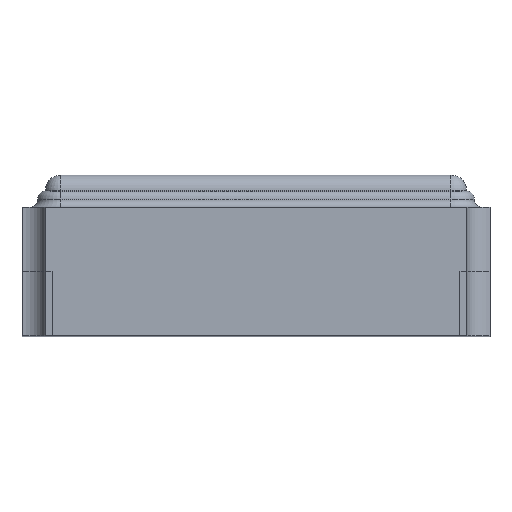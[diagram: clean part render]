
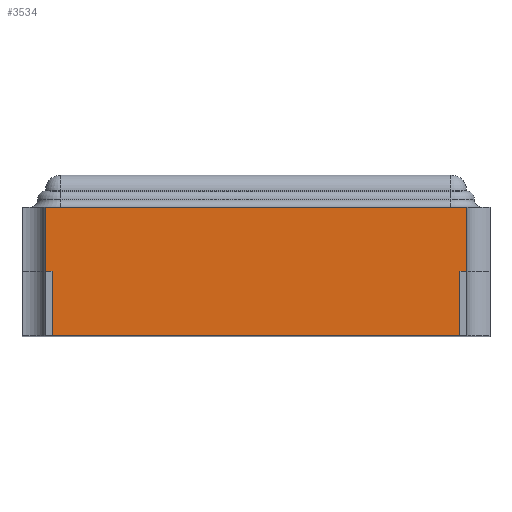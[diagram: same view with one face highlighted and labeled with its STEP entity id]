
A CAD part, top view. The second image highlights one B-rep face of the part: STEP entity #3534.
In plain terms, the highlighted planar face has unit normal (0, 0, 1).
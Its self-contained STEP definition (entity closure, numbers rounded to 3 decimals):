
#235 = CARTESIAN_POINT ( 'NONE',  ( -1.525, 0.48, 3. ) ) ;
#332 = EDGE_CURVE ( 'NONE', #1655, #412, #3281, .T. ) ;
#387 = VERTEX_POINT ( 'NONE', #1997 ) ;
#409 = CARTESIAN_POINT ( 'NONE',  ( -1.75, 0.96, 3. ) ) ;
#412 = VERTEX_POINT ( 'NONE', #3075 ) ;
#581 = PLANE ( 'NONE',  #1155 ) ;
#596 = VERTEX_POINT ( 'NONE', #2640 ) ;
#638 = CARTESIAN_POINT ( 'NONE',  ( -1.75, 0., 3. ) ) ;
#660 = CARTESIAN_POINT ( 'NONE',  ( 0., 0.48, 3. ) ) ;
#914 = LINE ( 'NONE', #3464, #3026 ) ;
#936 = VERTEX_POINT ( 'NONE', #3601 ) ;
#986 = LINE ( 'NONE', #3269, #3996 ) ;
#1013 = VECTOR ( 'NONE', #1709, 1000. ) ;
#1080 = VECTOR ( 'NONE', #1936, 1000. ) ;
#1155 = AXIS2_PLACEMENT_3D ( 'NONE', #2491, #2824, #1848 ) ;
#1192 = CARTESIAN_POINT ( 'NONE',  ( -1.575, 0.48, 3. ) ) ;
#1233 = EDGE_CURVE ( 'NONE', #412, #3500, #986, .T. ) ;
#1503 = LINE ( 'NONE', #2715, #1903 ) ;
#1602 = ORIENTED_EDGE ( 'NONE', *, *, #3186, .F. ) ;
#1655 = VERTEX_POINT ( 'NONE', #3312 ) ;
#1689 = DIRECTION ( 'NONE',  ( 1., 0., 0. ) ) ;
#1709 = DIRECTION ( 'NONE',  ( 0., 1., 0. ) ) ;
#1792 = CARTESIAN_POINT ( 'NONE',  ( -1.525, 2.2, 3. ) ) ;
#1817 = LINE ( 'NONE', #1792, #2766 ) ;
#1848 = DIRECTION ( 'NONE',  ( -1., 0., 0. ) ) ;
#1885 = EDGE_CURVE ( 'NONE', #936, #596, #3492, .T. ) ;
#1903 = VECTOR ( 'NONE', #2693, 1000. ) ;
#1914 = DIRECTION ( 'NONE',  ( 1., 0., 0. ) ) ;
#1934 = EDGE_CURVE ( 'NONE', #3145, #1655, #3325, .T. ) ;
#1936 = DIRECTION ( 'NONE',  ( -1., 0., 0. ) ) ;
#1997 = CARTESIAN_POINT ( 'NONE',  ( 1.525, 0.48, 3. ) ) ;
#2141 = ORIENTED_EDGE ( 'NONE', *, *, #332, .F. ) ;
#2453 = EDGE_CURVE ( 'NONE', #3940, #3145, #914, .T. ) ;
#2491 = CARTESIAN_POINT ( 'NONE',  ( -1.75, 7.906, 3. ) ) ;
#2504 = DIRECTION ( 'NONE',  ( -1., 0., 0. ) ) ;
#2526 = LINE ( 'NONE', #660, #1080 ) ;
#2531 = ORIENTED_EDGE ( 'NONE', *, *, #3895, .T. ) ;
#2640 = CARTESIAN_POINT ( 'NONE',  ( 1.525, 0., 3. ) ) ;
#2693 = DIRECTION ( 'NONE',  ( 0., -1., 0. ) ) ;
#2715 = CARTESIAN_POINT ( 'NONE',  ( 1.525, 2.2, 3. ) ) ;
#2766 = VECTOR ( 'NONE', #3651, 1000. ) ;
#2767 = ORIENTED_EDGE ( 'NONE', *, *, #1934, .F. ) ;
#2773 = ORIENTED_EDGE ( 'NONE', *, *, #2453, .F. ) ;
#2824 = DIRECTION ( 'NONE',  ( 0., 0., -1. ) ) ;
#2894 = DIRECTION ( 'NONE',  ( 0., -1., 0. ) ) ;
#3026 = VECTOR ( 'NONE', #2504, 1000. ) ;
#3075 = CARTESIAN_POINT ( 'NONE',  ( 1.575, 0.96, 3. ) ) ;
#3145 = VERTEX_POINT ( 'NONE', #1192 ) ;
#3186 = EDGE_CURVE ( 'NONE', #3500, #387, #2526, .T. ) ;
#3232 = VECTOR ( 'NONE', #1914, 1000. ) ;
#3269 = CARTESIAN_POINT ( 'NONE',  ( 1.575, 0.96, 3. ) ) ;
#3281 = LINE ( 'NONE', #409, #3870 ) ;
#3287 = EDGE_LOOP ( 'NONE', ( #2767, #2773, #2531, #3313, #3347, #1602, #3381, #2141 ) ) ;
#3304 = CARTESIAN_POINT ( 'NONE',  ( 1.575, 0.48, 3. ) ) ;
#3309 = CARTESIAN_POINT ( 'NONE',  ( -1.575, 0.96, 3. ) ) ;
#3312 = CARTESIAN_POINT ( 'NONE',  ( -1.575, 0.96, 3. ) ) ;
#3313 = ORIENTED_EDGE ( 'NONE', *, *, #1885, .T. ) ;
#3325 = LINE ( 'NONE', #3309, #1013 ) ;
#3347 = ORIENTED_EDGE ( 'NONE', *, *, #3382, .F. ) ;
#3381 = ORIENTED_EDGE ( 'NONE', *, *, #1233, .F. ) ;
#3382 = EDGE_CURVE ( 'NONE', #387, #596, #1503, .T. ) ;
#3441 = FACE_OUTER_BOUND ( 'NONE', #3287, .T. ) ;
#3464 = CARTESIAN_POINT ( 'NONE',  ( 0., 0.48, 3. ) ) ;
#3492 = LINE ( 'NONE', #638, #3232 ) ;
#3500 = VERTEX_POINT ( 'NONE', #3304 ) ;
#3534 = ADVANCED_FACE ( 'NONE', ( #3441 ), #581, .F. ) ;
#3601 = CARTESIAN_POINT ( 'NONE',  ( -1.525, 0., 3. ) ) ;
#3651 = DIRECTION ( 'NONE',  ( 0., -1., 0. ) ) ;
#3870 = VECTOR ( 'NONE', #1689, 1000. ) ;
#3895 = EDGE_CURVE ( 'NONE', #3940, #936, #1817, .T. ) ;
#3940 = VERTEX_POINT ( 'NONE', #235 ) ;
#3996 = VECTOR ( 'NONE', #2894, 1000. ) ;
